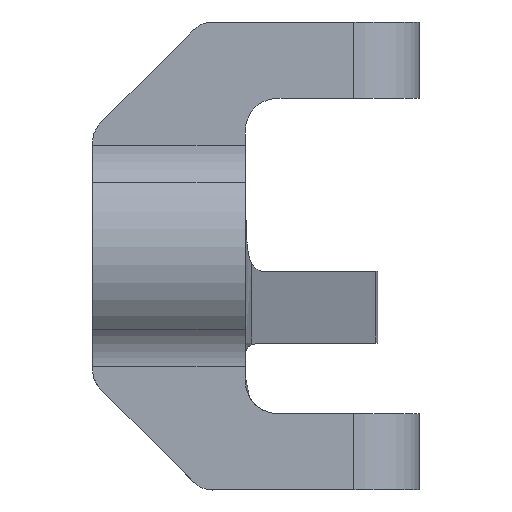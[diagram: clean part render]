
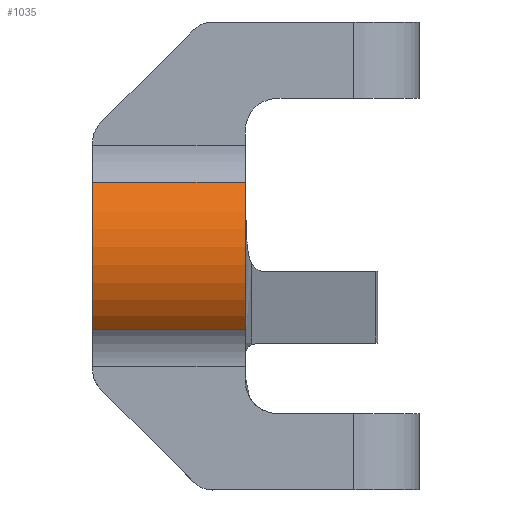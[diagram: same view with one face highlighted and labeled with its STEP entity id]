
A CAD part, left-side view. The second image highlights one B-rep face of the part: STEP entity #1035.
In plain terms, the highlighted free-form (B-spline) face has degree [3, 1] with [4, 2] control points.
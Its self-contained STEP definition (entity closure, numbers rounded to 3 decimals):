
#20=(
BOUNDED_SURFACE()
B_SPLINE_SURFACE(3,1,((#1948,#1949),(#1950,#1951),(#1952,#1953),(#1954,
#1955)),.CYLINDRICAL_SURF.,.F.,.F.,.F.)
B_SPLINE_SURFACE_WITH_KNOTS((4,4),(2,2),(0.,1.),(0.,1.),
 .PIECEWISE_BEZIER_KNOTS.)
GEOMETRIC_REPRESENTATION_ITEM()
RATIONAL_B_SPLINE_SURFACE(((1.,1.),(0.729,0.729),
(0.729,0.729),(1.,1.)))
REPRESENTATION_ITEM('')
SURFACE()
);
#84=LINE('',#1596,#160);
#89=LINE('',#1683,#165);
#160=VECTOR('',#1193,1000.);
#165=VECTOR('',#1198,1000.);
#409=ORIENTED_EDGE('',*,*,#662,.T.);
#410=ORIENTED_EDGE('',*,*,#606,.F.);
#411=ORIENTED_EDGE('',*,*,#666,.F.);
#412=ORIENTED_EDGE('',*,*,#596,.F.);
#596=EDGE_CURVE('',#750,#751,#84,.T.);
#606=EDGE_CURVE('',#760,#757,#89,.T.);
#662=EDGE_CURVE('',#750,#757,#841,.T.);
#666=EDGE_CURVE('',#751,#760,#843,.T.);
#750=VERTEX_POINT('',#1595);
#751=VERTEX_POINT('',#1597);
#757=VERTEX_POINT('',#1670);
#760=VERTEX_POINT('',#1682);
#841=CIRCLE('',#1109,10.);
#843=CIRCLE('',#1111,10.);
#888=EDGE_LOOP('',(#409,#410,#411,#412));
#948=FACE_BOUND('',#888,.T.);
#1035=ADVANCED_FACE('',(#948),#20,.T.);
#1109=AXIS2_PLACEMENT_3D('',#1941,#1261,#1262);
#1111=AXIS2_PLACEMENT_3D('',#1956,#1266,#1267);
#1193=DIRECTION('',(0.,-1.,0.));
#1198=DIRECTION('',(0.,1.,0.));
#1261=DIRECTION('',(0.,-1.,0.));
#1262=DIRECTION('',(0.,0.,-1.));
#1266=DIRECTION('',(0.,-1.,0.));
#1267=DIRECTION('',(0.,0.,-1.));
#1595=CARTESIAN_POINT('',(7.667,14.,6.799));
#1596=CARTESIAN_POINT('',(7.667,7.,6.799));
#1597=CARTESIAN_POINT('',(7.667,0.,6.799));
#1670=CARTESIAN_POINT('',(7.667,14.,-6.799));
#1682=CARTESIAN_POINT('',(7.667,0.,-6.799));
#1683=CARTESIAN_POINT('',(7.667,7.,-6.799));
#1941=CARTESIAN_POINT('',(15.,14.,0.));
#1948=CARTESIAN_POINT('',(9.071,14.7,8.052));
#1949=CARTESIAN_POINT('',(9.071,-0.7,8.052));
#1950=CARTESIAN_POINT('',(3.138,14.7,3.684));
#1951=CARTESIAN_POINT('',(3.138,-0.7,3.684));
#1952=CARTESIAN_POINT('',(3.138,14.7,-3.684));
#1953=CARTESIAN_POINT('',(3.138,-0.7,-3.684));
#1954=CARTESIAN_POINT('',(9.071,14.7,-8.052));
#1955=CARTESIAN_POINT('',(9.071,-0.7,-8.052));
#1956=CARTESIAN_POINT('',(15.,0.,0.));
